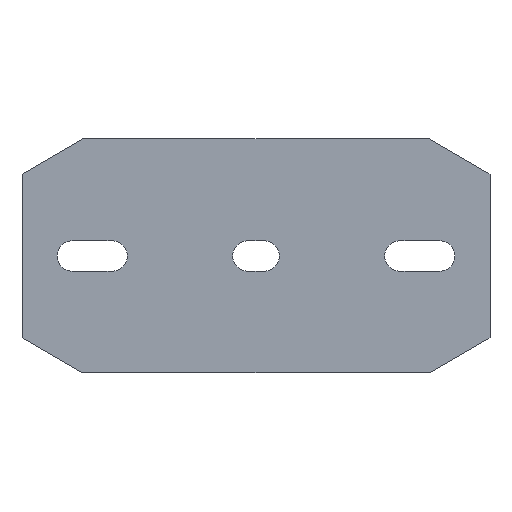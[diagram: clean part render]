
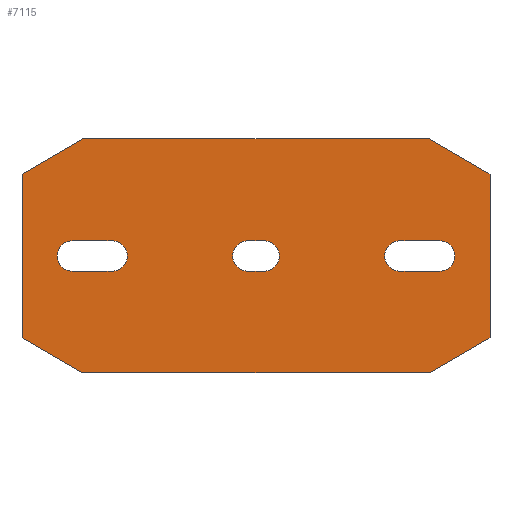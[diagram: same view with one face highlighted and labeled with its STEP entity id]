
A CAD part, front view. The second image highlights one B-rep face of the part: STEP entity #7115.
In plain terms, the highlighted planar face has unit normal (0, -1, 0).
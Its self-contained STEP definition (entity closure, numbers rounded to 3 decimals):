
#2=DIRECTION('',(-0.866,0.,0.5));
#3=VECTOR('',#2,30.);
#4=CARTESIAN_POINT('',(-74.019,0.,-50.));
#5=LINE('',#4,#3);
#6=DIRECTION('',(0.,0.,1.));
#7=VECTOR('',#6,70.);
#8=CARTESIAN_POINT('',(-100.,0.,-35.));
#9=LINE('',#8,#7);
#10=DIRECTION('',(0.866,0.,0.5));
#11=VECTOR('',#10,30.);
#12=CARTESIAN_POINT('',(-100.,0.,35.));
#13=LINE('',#12,#11);
#14=DIRECTION('',(1.,0.,0.));
#15=VECTOR('',#14,148.038);
#16=CARTESIAN_POINT('',(-74.019,0.,50.));
#17=LINE('',#16,#15);
#18=DIRECTION('',(0.866,0.,-0.5));
#19=VECTOR('',#18,30.);
#20=CARTESIAN_POINT('',(74.019,0.,50.));
#21=LINE('',#20,#19);
#22=DIRECTION('',(0.,0.,-1.));
#23=VECTOR('',#22,70.);
#24=CARTESIAN_POINT('',(100.,0.,35.));
#25=LINE('',#24,#23);
#26=DIRECTION('',(-0.866,0.,-0.5));
#27=VECTOR('',#26,30.);
#28=CARTESIAN_POINT('',(100.,0.,-35.));
#29=LINE('',#28,#27);
#30=DIRECTION('',(-1.,0.,0.));
#31=VECTOR('',#30,148.038);
#32=CARTESIAN_POINT('',(74.019,0.,-50.));
#33=LINE('',#32,#31);
#34=CARTESIAN_POINT('',(-78.5,0.,0.));
#35=DIRECTION('',(0.,1.,0.));
#36=DIRECTION('',(0.,0.,-1.));
#37=AXIS2_PLACEMENT_3D('',#34,#35,#36);
#39=DIRECTION('',(-1.,0.,0.));
#40=VECTOR('',#39,17.);
#41=CARTESIAN_POINT('',(-61.5,0.,-6.5));
#42=LINE('',#41,#40);
#43=CARTESIAN_POINT('',(-61.5,0.,0.));
#44=DIRECTION('',(0.,1.,0.));
#45=DIRECTION('',(0.,0.,1.));
#46=AXIS2_PLACEMENT_3D('',#43,#44,#45);
#48=DIRECTION('',(1.,0.,0.));
#49=VECTOR('',#48,17.);
#50=CARTESIAN_POINT('',(-78.5,0.,6.5));
#51=LINE('',#50,#49);
#52=CARTESIAN_POINT('',(78.5,0.,0.));
#53=DIRECTION('',(0.,-1.,0.));
#54=DIRECTION('',(0.,0.,-1.));
#55=AXIS2_PLACEMENT_3D('',#52,#53,#54);
#57=DIRECTION('',(-1.,0.,0.));
#58=VECTOR('',#57,17.);
#59=CARTESIAN_POINT('',(78.5,0.,6.5));
#60=LINE('',#59,#58);
#61=CARTESIAN_POINT('',(61.5,0.,0.));
#62=DIRECTION('',(0.,-1.,0.));
#63=DIRECTION('',(0.,0.,1.));
#64=AXIS2_PLACEMENT_3D('',#61,#62,#63);
#66=DIRECTION('',(1.,0.,0.));
#67=VECTOR('',#66,17.);
#68=CARTESIAN_POINT('',(61.5,0.,-6.5));
#69=LINE('',#68,#67);
#70=CARTESIAN_POINT('',(-3.5,0.,0.));
#71=DIRECTION('',(0.,1.,0.));
#72=DIRECTION('',(0.,0.,-1.));
#73=AXIS2_PLACEMENT_3D('',#70,#71,#72);
#75=DIRECTION('',(-1.,0.,0.));
#76=VECTOR('',#75,7.);
#77=CARTESIAN_POINT('',(3.5,0.,-6.5));
#78=LINE('',#77,#76);
#79=CARTESIAN_POINT('',(3.5,0.,0.));
#80=DIRECTION('',(0.,1.,0.));
#81=DIRECTION('',(0.,0.,1.));
#82=AXIS2_PLACEMENT_3D('',#79,#80,#81);
#84=DIRECTION('',(1.,0.,0.));
#85=VECTOR('',#84,7.);
#86=CARTESIAN_POINT('',(-3.5,0.,6.5));
#87=LINE('',#86,#85);
#5398=CARTESIAN_POINT('',(-74.019,0.,-50.));
#5399=CARTESIAN_POINT('',(-100.,0.,-35.));
#5400=VERTEX_POINT('',#5398);
#5401=VERTEX_POINT('',#5399);
#5402=CARTESIAN_POINT('',(-100.,0.,35.));
#5403=VERTEX_POINT('',#5402);
#5404=CARTESIAN_POINT('',(-74.019,0.,50.));
#5405=VERTEX_POINT('',#5404);
#5406=CARTESIAN_POINT('',(74.019,0.,50.));
#5407=VERTEX_POINT('',#5406);
#5408=CARTESIAN_POINT('',(100.,0.,35.));
#5409=VERTEX_POINT('',#5408);
#5410=CARTESIAN_POINT('',(100.,0.,-35.));
#5411=VERTEX_POINT('',#5410);
#5412=CARTESIAN_POINT('',(74.019,0.,-50.));
#5413=VERTEX_POINT('',#5412);
#5430=CARTESIAN_POINT('',(-78.5,0.,-6.5));
#5431=CARTESIAN_POINT('',(-78.5,0.,6.5));
#5432=VERTEX_POINT('',#5430);
#5433=VERTEX_POINT('',#5431);
#5434=CARTESIAN_POINT('',(-61.5,0.,6.5));
#5435=VERTEX_POINT('',#5434);
#5436=CARTESIAN_POINT('',(-61.5,0.,-6.5));
#5437=VERTEX_POINT('',#5436);
#5446=CARTESIAN_POINT('',(78.5,0.,-6.5));
#5447=CARTESIAN_POINT('',(78.5,0.,6.5));
#5448=VERTEX_POINT('',#5446);
#5449=VERTEX_POINT('',#5447);
#5450=CARTESIAN_POINT('',(61.5,0.,6.5));
#5451=VERTEX_POINT('',#5450);
#5452=CARTESIAN_POINT('',(61.5,0.,-6.5));
#5453=VERTEX_POINT('',#5452);
#5462=CARTESIAN_POINT('',(-3.5,0.,-6.5));
#5463=CARTESIAN_POINT('',(-3.5,0.,6.5));
#5464=VERTEX_POINT('',#5462);
#5465=VERTEX_POINT('',#5463);
#5466=CARTESIAN_POINT('',(3.5,0.,6.5));
#5467=VERTEX_POINT('',#5466);
#5468=CARTESIAN_POINT('',(3.5,0.,-6.5));
#5469=VERTEX_POINT('',#5468);
#7062=CARTESIAN_POINT('',(0.,0.,0.));
#7063=DIRECTION('',(0.,1.,0.));
#7064=DIRECTION('',(1.,0.,0.));
#7065=AXIS2_PLACEMENT_3D('',#7062,#7063,#7064);
#7066=PLANE('',#7065);
#7068=ORIENTED_EDGE('',*,*,#7067,.T.);
#7070=ORIENTED_EDGE('',*,*,#7069,.T.);
#7072=ORIENTED_EDGE('',*,*,#7071,.T.);
#7074=ORIENTED_EDGE('',*,*,#7073,.T.);
#7076=ORIENTED_EDGE('',*,*,#7075,.T.);
#7078=ORIENTED_EDGE('',*,*,#7077,.T.);
#7080=ORIENTED_EDGE('',*,*,#7079,.T.);
#7082=ORIENTED_EDGE('',*,*,#7081,.T.);
#7083=EDGE_LOOP('',(#7068,#7070,#7072,#7074,#7076,#7078,#7080,#7082));
#7084=FACE_OUTER_BOUND('',#7083,.F.);
#7086=ORIENTED_EDGE('',*,*,#7085,.F.);
#7088=ORIENTED_EDGE('',*,*,#7087,.F.);
#7090=ORIENTED_EDGE('',*,*,#7089,.F.);
#7092=ORIENTED_EDGE('',*,*,#7091,.F.);
#7093=EDGE_LOOP('',(#7086,#7088,#7090,#7092));
#7094=FACE_BOUND('',#7093,.F.);
#7096=ORIENTED_EDGE('',*,*,#7095,.T.);
#7098=ORIENTED_EDGE('',*,*,#7097,.T.);
#7100=ORIENTED_EDGE('',*,*,#7099,.T.);
#7102=ORIENTED_EDGE('',*,*,#7101,.T.);
#7103=EDGE_LOOP('',(#7096,#7098,#7100,#7102));
#7104=FACE_BOUND('',#7103,.F.);
#7106=ORIENTED_EDGE('',*,*,#7105,.F.);
#7108=ORIENTED_EDGE('',*,*,#7107,.F.);
#7110=ORIENTED_EDGE('',*,*,#7109,.F.);
#7112=ORIENTED_EDGE('',*,*,#7111,.F.);
#7113=EDGE_LOOP('',(#7106,#7108,#7110,#7112));
#7114=FACE_BOUND('',#7113,.F.);
#7115=ADVANCED_FACE('',(#7084,#7094,#7104,#7114),#7066,.F.);
#38=CIRCLE('',#37,6.5);
#47=CIRCLE('',#46,6.5);
#56=CIRCLE('',#55,6.5);
#65=CIRCLE('',#64,6.5);
#74=CIRCLE('',#73,6.5);
#83=CIRCLE('',#82,6.5);
#7067=EDGE_CURVE('',#5400,#5401,#5,.T.);
#7069=EDGE_CURVE('',#5401,#5403,#9,.T.);
#7071=EDGE_CURVE('',#5403,#5405,#13,.T.);
#7073=EDGE_CURVE('',#5405,#5407,#17,.T.);
#7075=EDGE_CURVE('',#5407,#5409,#21,.T.);
#7077=EDGE_CURVE('',#5409,#5411,#25,.T.);
#7079=EDGE_CURVE('',#5411,#5413,#29,.T.);
#7081=EDGE_CURVE('',#5413,#5400,#33,.T.);
#7085=EDGE_CURVE('',#5432,#5433,#38,.T.);
#7087=EDGE_CURVE('',#5437,#5432,#42,.T.);
#7089=EDGE_CURVE('',#5435,#5437,#47,.T.);
#7091=EDGE_CURVE('',#5433,#5435,#51,.T.);
#7095=EDGE_CURVE('',#5448,#5449,#56,.T.);
#7097=EDGE_CURVE('',#5449,#5451,#60,.T.);
#7099=EDGE_CURVE('',#5451,#5453,#65,.T.);
#7101=EDGE_CURVE('',#5453,#5448,#69,.T.);
#7105=EDGE_CURVE('',#5464,#5465,#74,.T.);
#7107=EDGE_CURVE('',#5469,#5464,#78,.T.);
#7109=EDGE_CURVE('',#5467,#5469,#83,.T.);
#7111=EDGE_CURVE('',#5465,#5467,#87,.T.);
